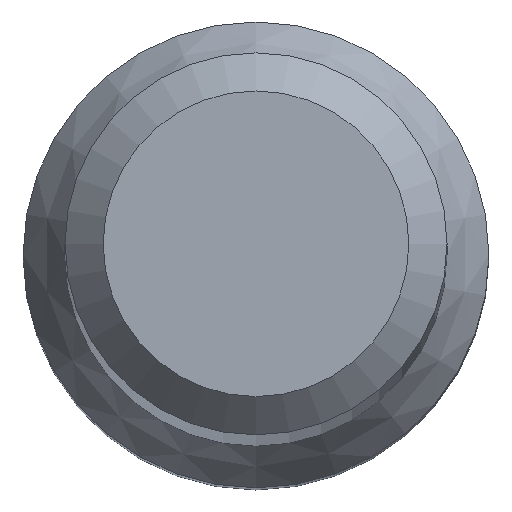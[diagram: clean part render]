
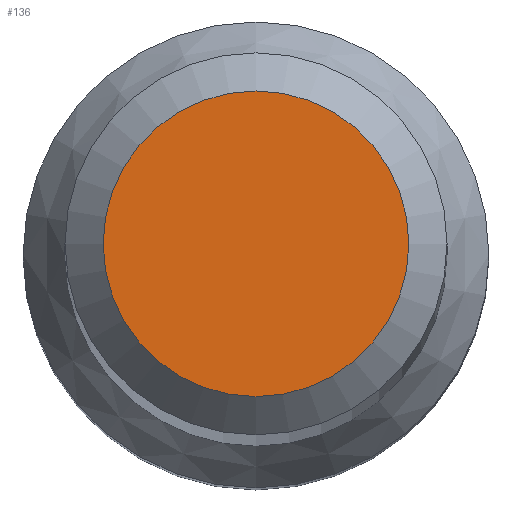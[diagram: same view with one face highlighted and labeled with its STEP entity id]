
A CAD part, top view. The second image highlights one B-rep face of the part: STEP entity #136.
In plain terms, the highlighted planar face has unit normal (0, 0, 1).
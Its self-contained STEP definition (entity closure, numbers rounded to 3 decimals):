
#10 = DIRECTION ( 'NONE',  ( 0., -1., 0. ) ) ;
#14 = DIRECTION ( 'NONE',  ( 0., 0., 1. ) ) ;
#45 = CARTESIAN_POINT ( 'NONE',  ( 0., 0., 80. ) ) ;
#46 = AXIS2_PLACEMENT_3D ( 'NONE', #45, #14, #10 ) ;
#87 = CARTESIAN_POINT ( 'NONE',  ( 0., 0., 80. ) ) ;
#118 = CIRCLE ( 'NONE', #218, 1.6 ) ;
#136 = ADVANCED_FACE ( 'NONE', ( #141 ), #237, .T. ) ;
#141 = FACE_OUTER_BOUND ( 'NONE', #158, .T. ) ;
#158 = EDGE_LOOP ( 'NONE', ( #176 ) ) ;
#166 = EDGE_CURVE ( 'NONE', #238, #238, #118, .T. ) ;
#167 = DIRECTION ( 'NONE',  ( 0., 0., -1. ) ) ;
#176 = ORIENTED_EDGE ( 'NONE', *, *, #166, .F. ) ;
#202 = DIRECTION ( 'NONE',  ( 0., 1., 0. ) ) ;
#203 = CARTESIAN_POINT ( 'NONE',  ( 0., 1.6, 80. ) ) ;
#218 = AXIS2_PLACEMENT_3D ( 'NONE', #87, #167, #202 ) ;
#237 = PLANE ( 'NONE',  #46 ) ;
#238 = VERTEX_POINT ( 'NONE', #203 ) ;
